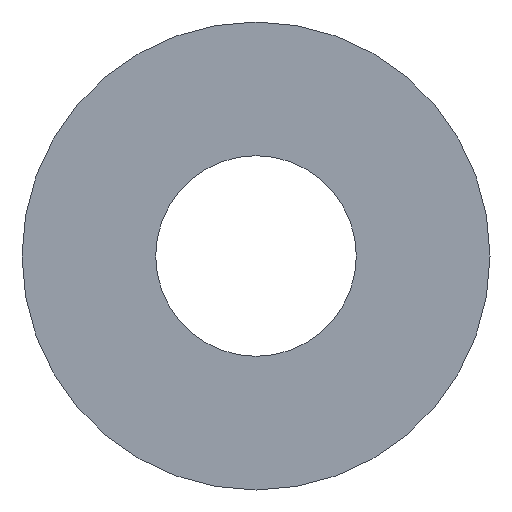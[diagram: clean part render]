
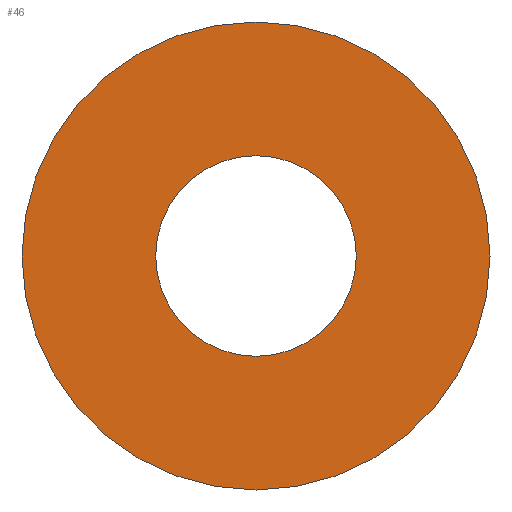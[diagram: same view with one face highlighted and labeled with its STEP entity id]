
A CAD part, front view. The second image highlights one B-rep face of the part: STEP entity #46.
In plain terms, the highlighted planar face has unit normal (0, -1, 0).
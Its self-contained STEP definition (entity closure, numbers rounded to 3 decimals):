
#46=ADVANCED_FACE('',(#53,#54),#51,.F.);
#51=PLANE('',#115);
#53=FACE_BOUND('',#63,.T.);
#54=FACE_BOUND('',#64,.T.);
#63=EDGE_LOOP('',(#73));
#64=EDGE_LOOP('',(#74));
#73=ORIENTED_EDGE('',*,*,#88,.F.);
#74=ORIENTED_EDGE('',*,*,#89,.T.);
#83=VERTEX_POINT('',#151);
#84=VERTEX_POINT('',#153);
#88=EDGE_CURVE('',#83,#83,#93,.T.);
#89=EDGE_CURVE('',#84,#84,#94,.T.);
#93=CIRCLE('',#113,1.5);
#94=CIRCLE('',#114,3.5);
#113=AXIS2_PLACEMENT_3D('',#150,#127,#128);
#114=AXIS2_PLACEMENT_3D('',#152,#129,#130);
#115=AXIS2_PLACEMENT_3D('',#154,#131,#132);
#127=DIRECTION('',(0.,-1.,0.));
#128=DIRECTION('',(0.,0.,-1.));
#129=DIRECTION('',(0.,-1.,0.));
#130=DIRECTION('',(0.,0.,-1.));
#131=DIRECTION('',(0.,1.,0.));
#132=DIRECTION('',(0.,0.,1.));
#150=CARTESIAN_POINT('',(0.,0.,0.));
#151=CARTESIAN_POINT('',(0.,0.,-1.5));
#152=CARTESIAN_POINT('',(0.,0.,0.));
#153=CARTESIAN_POINT('',(0.,0.,-3.5));
#154=CARTESIAN_POINT('',(0.,0.,3.5));
